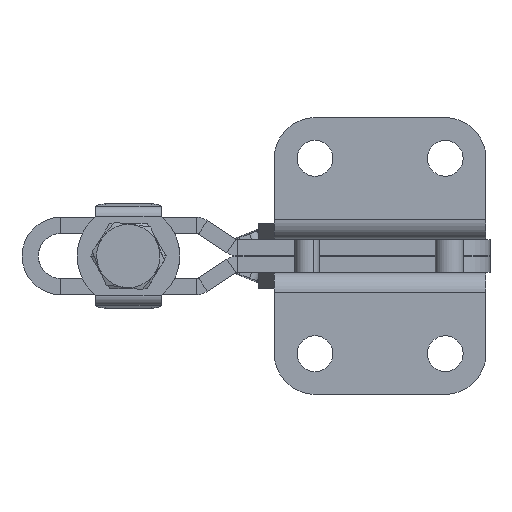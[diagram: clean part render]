
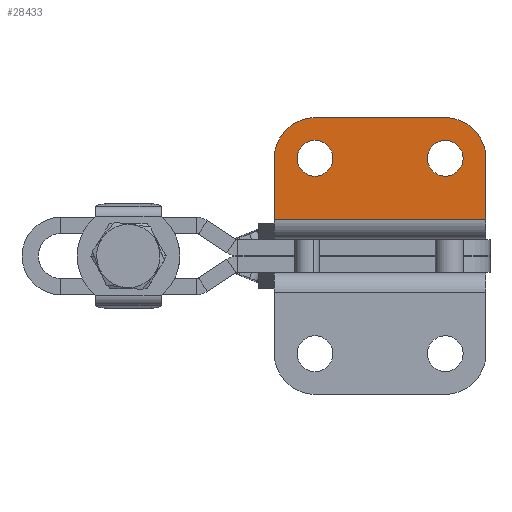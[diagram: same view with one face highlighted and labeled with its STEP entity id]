
A CAD part, front view. The second image highlights one B-rep face of the part: STEP entity #28433.
In plain terms, the highlighted planar face has unit normal (0, -1, 0).
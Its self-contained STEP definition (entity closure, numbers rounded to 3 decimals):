
#1386 = CIRCLE ( 'NONE', #6514, 2.2 ) ;
#1446 = CIRCLE ( 'NONE', #6536, 2.2 ) ;
#5556 = EDGE_CURVE ( 'NONE', #17790, #17793, #1386, .T. ) ;
#5597 = EDGE_CURVE ( 'NONE', #17791, #17788, #1446, .T. ) ;
#5623 = EDGE_CURVE ( 'NONE', #16775, #16795, #20162, .T. ) ;
#5625 = EDGE_CURVE ( 'NONE', #17793, #17790, #20165, .T. ) ;
#5626 = EDGE_CURVE ( 'NONE', #17788, #17791, #20167, .T. ) ;
#5627 = EDGE_CURVE ( 'NONE', #16775, #16751, #20168, .T. ) ;
#5628 = EDGE_CURVE ( 'NONE', #16751, #16756, #20163, .T. ) ;
#5629 = EDGE_CURVE ( 'NONE', #16756, #16716, #20171, .T. ) ;
#5630 = EDGE_CURVE ( 'NONE', #16716, #16754, #20172, .T. ) ;
#5631 = EDGE_CURVE ( 'NONE', #16754, #16795, #20174, .T. ) ;
#5859 = ORIENTED_EDGE ( 'NONE', *, *, #5629, .T. ) ;
#5905 = ORIENTED_EDGE ( 'NONE', *, *, #5630, .T. ) ;
#5907 = ORIENTED_EDGE ( 'NONE', *, *, #5597, .F. ) ;
#5908 = ORIENTED_EDGE ( 'NONE', *, *, #5627, .T. ) ;
#5920 = ORIENTED_EDGE ( 'NONE', *, *, #5626, .F. ) ;
#5934 = ORIENTED_EDGE ( 'NONE', *, *, #5625, .F. ) ;
#5969 = ORIENTED_EDGE ( 'NONE', *, *, #5631, .T. ) ;
#6001 = ORIENTED_EDGE ( 'NONE', *, *, #5623, .F. ) ;
#6005 = ORIENTED_EDGE ( 'NONE', *, *, #5556, .F. ) ;
#6010 = ORIENTED_EDGE ( 'NONE', *, *, #5628, .T. ) ;
#6070 = EDGE_LOOP ( 'NONE', ( #6001, #5908, #6010, #5859, #5905, #5969 ) ) ;
#6106 = EDGE_LOOP ( 'NONE', ( #6005, #5934 ) ) ;
#6131 = EDGE_LOOP ( 'NONE', ( #5907, #5920 ) ) ;
#6514 = AXIS2_PLACEMENT_3D ( 'NONE', #19269, #19270, #19271 ) ;
#6536 = AXIS2_PLACEMENT_3D ( 'NONE', #19373, #19374, #19375 ) ;
#6545 = AXIS2_PLACEMENT_3D ( 'NONE', #19438, #19439, #19440 ) ;
#6546 = AXIS2_PLACEMENT_3D ( 'NONE', #19442, #19443, #19444 ) ;
#6547 = AXIS2_PLACEMENT_3D ( 'NONE', #19448, #19449, #19450 ) ;
#6548 = AXIS2_PLACEMENT_3D ( 'NONE', #19451, #19452, #19453 ) ;
#6868 = AXIS2_PLACEMENT_3D ( 'NONE', #22701, #22697, #22705 ) ;
#11501 = FACE_OUTER_BOUND ( 'NONE', #6070, .T. ) ;
#11502 = FACE_BOUND ( 'NONE', #6106, .T. ) ;
#11505 = FACE_BOUND ( 'NONE', #6131, .T. ) ;
#11921 = CARTESIAN_POINT ( 'NONE',  ( 5., -2., 15. ) ) ;
#11956 = CARTESIAN_POINT ( 'NONE',  ( 26., -2., 10. ) ) ;
#11959 = CARTESIAN_POINT ( 'NONE',  ( 0., -2., 10. ) ) ;
#11961 = CARTESIAN_POINT ( 'NONE',  ( 21., -2., 15. ) ) ;
#11980 = CARTESIAN_POINT ( 'NONE',  ( 26., -2., 2.5 ) ) ;
#12000 = CARTESIAN_POINT ( 'NONE',  ( 0., -2., 2.5 ) ) ;
#12001 = CARTESIAN_POINT ( 'NONE',  ( 21., -2., 7.8 ) ) ;
#12002 = CARTESIAN_POINT ( 'NONE',  ( 5., -2., 12.2 ) ) ;
#12008 = CARTESIAN_POINT ( 'NONE',  ( 21., -2., 12.2 ) ) ;
#12009 = CARTESIAN_POINT ( 'NONE',  ( 5., -2., 7.8 ) ) ;
#16716 = VERTEX_POINT ( 'NONE', #11921 ) ;
#16751 = VERTEX_POINT ( 'NONE', #11956 ) ;
#16754 = VERTEX_POINT ( 'NONE', #11959 ) ;
#16756 = VERTEX_POINT ( 'NONE', #11961 ) ;
#16775 = VERTEX_POINT ( 'NONE', #11980 ) ;
#16795 = VERTEX_POINT ( 'NONE', #12000 ) ;
#17788 = VERTEX_POINT ( 'NONE', #12001 ) ;
#17790 = VERTEX_POINT ( 'NONE', #12002 ) ;
#17791 = VERTEX_POINT ( 'NONE', #12008 ) ;
#17793 = VERTEX_POINT ( 'NONE', #12009 ) ;
#19269 = CARTESIAN_POINT ( 'NONE',  ( 5., -2., 10. ) ) ;
#19270 = DIRECTION ( 'NONE',  ( 0., -1., 0. ) ) ;
#19271 = DIRECTION ( 'NONE',  ( 0., 0., -1. ) ) ;
#19373 = CARTESIAN_POINT ( 'NONE',  ( 21., -2., 10. ) ) ;
#19374 = DIRECTION ( 'NONE',  ( 0., -1., 0. ) ) ;
#19375 = DIRECTION ( 'NONE',  ( 0., 0., -1. ) ) ;
#19426 = DIRECTION ( 'NONE',  ( -1., 0., 0. ) ) ;
#19430 = CARTESIAN_POINT ( 'NONE',  ( 5., -2., 2.5 ) ) ;
#19436 = CARTESIAN_POINT ( 'NONE',  ( 26., -2., 10. ) ) ;
#19437 = DIRECTION ( 'NONE',  ( 0., 0., 1. ) ) ;
#19438 = CARTESIAN_POINT ( 'NONE',  ( 5., -2., 10. ) ) ;
#19439 = DIRECTION ( 'NONE',  ( 0., -1., 0. ) ) ;
#19440 = DIRECTION ( 'NONE',  ( 0., 0., -1. ) ) ;
#19441 = DIRECTION ( 'NONE',  ( -1., 0., 0. ) ) ;
#19442 = CARTESIAN_POINT ( 'NONE',  ( 21., -2., 10. ) ) ;
#19443 = DIRECTION ( 'NONE',  ( 0., -1., 0. ) ) ;
#19444 = DIRECTION ( 'NONE',  ( 0., 0., -1. ) ) ;
#19445 = CARTESIAN_POINT ( 'NONE',  ( 5., -2., 15. ) ) ;
#19446 = CARTESIAN_POINT ( 'NONE',  ( 0., -2., 2. ) ) ;
#19447 = DIRECTION ( 'NONE',  ( 0., 0., -1. ) ) ;
#19448 = CARTESIAN_POINT ( 'NONE',  ( 21., -2., 10. ) ) ;
#19449 = DIRECTION ( 'NONE',  ( 0., -1., 0. ) ) ;
#19450 = DIRECTION ( 'NONE',  ( 0., 0., 1. ) ) ;
#19451 = CARTESIAN_POINT ( 'NONE',  ( 5., -2., 10. ) ) ;
#19452 = DIRECTION ( 'NONE',  ( 0., -1., 0. ) ) ;
#19453 = DIRECTION ( 'NONE',  ( 0., 0., 1. ) ) ;
#20162 = LINE ( 'NONE', #19430, #20164 ) ;
#20163 = CIRCLE ( 'NONE', #6547, 5. ) ;
#20164 = VECTOR ( 'NONE', #19426, 1000. ) ;
#20165 = CIRCLE ( 'NONE', #6545, 2.2 ) ;
#20167 = CIRCLE ( 'NONE', #6546, 2.2 ) ;
#20168 = LINE ( 'NONE', #19436, #20170 ) ;
#20170 = VECTOR ( 'NONE', #19437, 1000. ) ;
#20171 = LINE ( 'NONE', #19445, #20173 ) ;
#20172 = CIRCLE ( 'NONE', #6548, 5. ) ;
#20173 = VECTOR ( 'NONE', #19441, 1000. ) ;
#20174 = LINE ( 'NONE', #19446, #20176 ) ;
#20176 = VECTOR ( 'NONE', #19447, 1000. ) ;
#22697 = DIRECTION ( 'NONE',  ( 0., 1., 0. ) ) ;
#22701 = CARTESIAN_POINT ( 'NONE',  ( 5., -2., 10. ) ) ;
#22703 = PLANE ( 'NONE',  #6868 ) ;
#22705 = DIRECTION ( 'NONE',  ( 0., 0., 1. ) ) ;
#28433 = ADVANCED_FACE ( 'NONE', ( #11502, #11505, #11501 ), #22703, .F. ) ;
